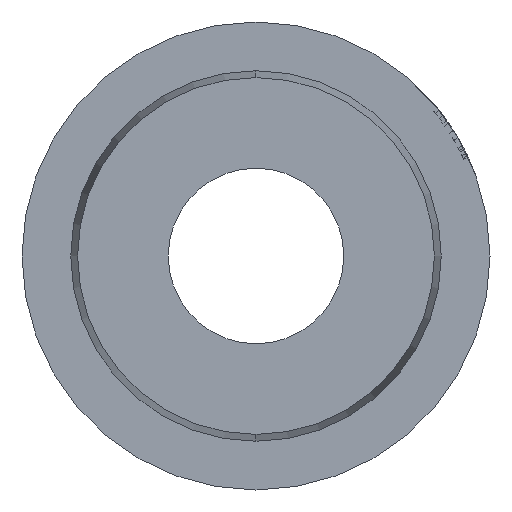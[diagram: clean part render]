
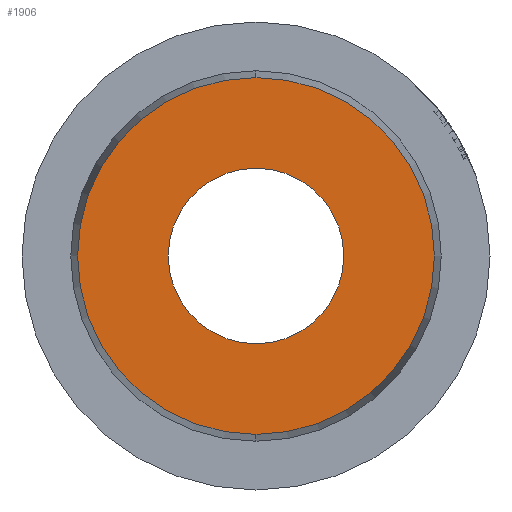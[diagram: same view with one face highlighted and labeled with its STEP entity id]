
A CAD part, left-side view. The second image highlights one B-rep face of the part: STEP entity #1906.
In plain terms, the highlighted planar face has unit normal (-1, 0, 0).
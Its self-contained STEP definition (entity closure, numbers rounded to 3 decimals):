
#67 = DIRECTION ( 'NONE',  ( 0., 0., -1. ) ) ;
#393 = CARTESIAN_POINT ( 'NONE',  ( 0., 0., 0. ) ) ;
#452 = AXIS2_PLACEMENT_3D ( 'NONE', #1803, #861, #1285 ) ;
#847 = AXIS2_PLACEMENT_3D ( 'NONE', #3886, #5767, #4376 ) ;
#861 = DIRECTION ( 'NONE',  ( 1., 0., 0. ) ) ;
#954 = CIRCLE ( 'NONE', #4189, 4.5 ) ;
#980 = CARTESIAN_POINT ( 'NONE',  ( 0., 0., -4.5 ) ) ;
#1047 = CIRCLE ( 'NONE', #847, 9.15 ) ;
#1285 = DIRECTION ( 'NONE',  ( 0., 0., -1. ) ) ;
#1674 = EDGE_LOOP ( 'NONE', ( #5206, #4216 ) ) ;
#1803 = CARTESIAN_POINT ( 'NONE',  ( 0., 9.15, 0. ) ) ;
#1857 = DIRECTION ( 'NONE',  ( 1., 0., 0. ) ) ;
#1906 = ADVANCED_FACE ( 'NONE', ( #5567, #4584 ), #5074, .F. ) ;
#2082 = EDGE_CURVE ( 'NONE', #2187, #5414, #3695, .T. ) ;
#2187 = VERTEX_POINT ( 'NONE', #5322 ) ;
#2377 = VERTEX_POINT ( 'NONE', #2989 ) ;
#2752 = ORIENTED_EDGE ( 'NONE', *, *, #3377, .T. ) ;
#2989 = CARTESIAN_POINT ( 'NONE',  ( 0., 0., -9.15 ) ) ;
#3344 = DIRECTION ( 'NONE',  ( -1., 0., 0. ) ) ;
#3377 = EDGE_CURVE ( 'NONE', #4347, #2377, #1047, .T. ) ;
#3695 = CIRCLE ( 'NONE', #4574, 4.5 ) ;
#3865 = CARTESIAN_POINT ( 'NONE',  ( 0., 0., 0. ) ) ;
#3886 = CARTESIAN_POINT ( 'NONE',  ( 0., 0., 0. ) ) ;
#4189 = AXIS2_PLACEMENT_3D ( 'NONE', #393, #1857, #4695 ) ;
#4192 = CIRCLE ( 'NONE', #5178, 9.15 ) ;
#4216 = ORIENTED_EDGE ( 'NONE', *, *, #4510, .T. ) ;
#4245 = DIRECTION ( 'NONE',  ( 1., 0., 0. ) ) ;
#4347 = VERTEX_POINT ( 'NONE', #4873 ) ;
#4376 = DIRECTION ( 'NONE',  ( 0., 0., 1. ) ) ;
#4510 = EDGE_CURVE ( 'NONE', #5414, #2187, #954, .T. ) ;
#4545 = EDGE_CURVE ( 'NONE', #2377, #4347, #4192, .T. ) ;
#4574 = AXIS2_PLACEMENT_3D ( 'NONE', #4795, #4245, #67 ) ;
#4584 = FACE_OUTER_BOUND ( 'NONE', #5263, .T. ) ;
#4695 = DIRECTION ( 'NONE',  ( 0., 0., -1. ) ) ;
#4795 = CARTESIAN_POINT ( 'NONE',  ( 0., 0., 0. ) ) ;
#4816 = DIRECTION ( 'NONE',  ( 0., 0., 1. ) ) ;
#4873 = CARTESIAN_POINT ( 'NONE',  ( 0., 0., 9.15 ) ) ;
#4991 = ORIENTED_EDGE ( 'NONE', *, *, #4545, .T. ) ;
#5074 = PLANE ( 'NONE',  #452 ) ;
#5178 = AXIS2_PLACEMENT_3D ( 'NONE', #3865, #3344, #4816 ) ;
#5206 = ORIENTED_EDGE ( 'NONE', *, *, #2082, .T. ) ;
#5263 = EDGE_LOOP ( 'NONE', ( #4991, #2752 ) ) ;
#5322 = CARTESIAN_POINT ( 'NONE',  ( 0., 0., 4.5 ) ) ;
#5414 = VERTEX_POINT ( 'NONE', #980 ) ;
#5567 = FACE_BOUND ( 'NONE', #1674, .T. ) ;
#5767 = DIRECTION ( 'NONE',  ( -1., 0., 0. ) ) ;
